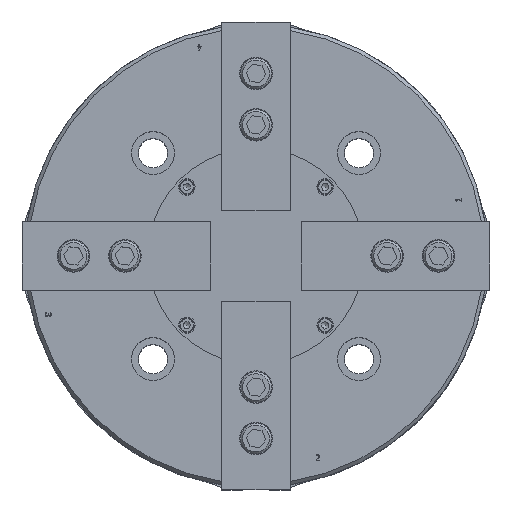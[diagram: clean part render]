
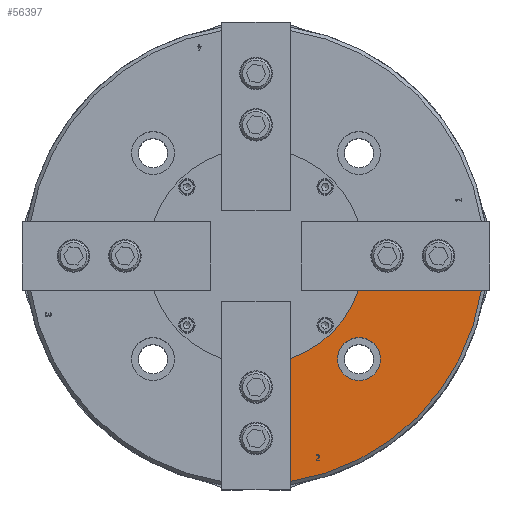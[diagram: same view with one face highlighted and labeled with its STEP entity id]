
A CAD part, top view. The second image highlights one B-rep face of the part: STEP entity #56397.
In plain terms, the highlighted planar face has unit normal (0, 0, 1).
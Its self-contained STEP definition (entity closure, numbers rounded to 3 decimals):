
#92=B_SPLINE_CURVE_WITH_KNOTS('',3,(#80319,#80320,#80321,#80322),
 .UNSPECIFIED.,.F.,.F.,(4,4),(0.,1.),.UNSPECIFIED.);
#93=B_SPLINE_CURVE_WITH_KNOTS('',3,(#80324,#80325,#80326,#80327),
 .UNSPECIFIED.,.F.,.F.,(4,4),(0.,1.),.UNSPECIFIED.);
#94=B_SPLINE_CURVE_WITH_KNOTS('',3,(#80329,#80330,#80331,#80332),
 .UNSPECIFIED.,.F.,.F.,(4,4),(0.,1.),.UNSPECIFIED.);
#95=B_SPLINE_CURVE_WITH_KNOTS('',3,(#80334,#80335,#80336,#80337),
 .UNSPECIFIED.,.F.,.F.,(4,4),(0.,1.),.UNSPECIFIED.);
#96=B_SPLINE_CURVE_WITH_KNOTS('',3,(#80339,#80340,#80341,#80342),
 .UNSPECIFIED.,.F.,.F.,(4,4),(0.,1.),.UNSPECIFIED.);
#97=B_SPLINE_CURVE_WITH_KNOTS('',3,(#80344,#80345,#80346,#80347),
 .UNSPECIFIED.,.F.,.F.,(4,4),(0.,1.),.UNSPECIFIED.);
#98=B_SPLINE_CURVE_WITH_KNOTS('',3,(#80353,#80354,#80355,#80356),
 .UNSPECIFIED.,.F.,.F.,(4,4),(0.,1.),.UNSPECIFIED.);
#99=B_SPLINE_CURVE_WITH_KNOTS('',3,(#80358,#80359,#80360,#80361),
 .UNSPECIFIED.,.F.,.F.,(4,4),(0.,1.),.UNSPECIFIED.);
#100=B_SPLINE_CURVE_WITH_KNOTS('',3,(#80363,#80364,#80365,#80366),
 .UNSPECIFIED.,.F.,.F.,(4,4),(0.,1.),.UNSPECIFIED.);
#101=B_SPLINE_CURVE_WITH_KNOTS('',3,(#80368,#80369,#80370,#80371),
 .UNSPECIFIED.,.F.,.F.,(4,4),(0.,1.),.UNSPECIFIED.);
#102=B_SPLINE_CURVE_WITH_KNOTS('',3,(#80373,#80374,#80375,#80376),
 .UNSPECIFIED.,.F.,.F.,(4,4),(0.,1.),.UNSPECIFIED.);
#212=LINE('',#80312,#7109);
#213=LINE('',#80315,#7110);
#214=LINE('',#80317,#7111);
#215=LINE('',#80349,#7112);
#216=LINE('',#80351,#7113);
#217=LINE('',#80378,#7114);
#218=LINE('',#80379,#7115);
#219=LINE('',#80383,#7116);
#7109=VECTOR('',#64443,1000.);
#7110=VECTOR('',#64444,1000.);
#7111=VECTOR('',#64445,1000.);
#7112=VECTOR('',#64446,1000.);
#7113=VECTOR('',#64447,1000.);
#7114=VECTOR('',#64448,1000.);
#7115=VECTOR('',#64449,1000.);
#7116=VECTOR('',#64452,1000.);
#14842=ORIENTED_EDGE('',*,*,#31697,.T.);
#14843=ORIENTED_EDGE('',*,*,#31764,.T.);
#14844=ORIENTED_EDGE('',*,*,#31765,.T.);
#14845=ORIENTED_EDGE('',*,*,#31766,.T.);
#14846=ORIENTED_EDGE('',*,*,#31767,.T.);
#14847=ORIENTED_EDGE('',*,*,#31768,.T.);
#14848=ORIENTED_EDGE('',*,*,#31769,.T.);
#14849=ORIENTED_EDGE('',*,*,#31770,.T.);
#14850=ORIENTED_EDGE('',*,*,#31771,.T.);
#14851=ORIENTED_EDGE('',*,*,#31772,.T.);
#14852=ORIENTED_EDGE('',*,*,#31773,.T.);
#14853=ORIENTED_EDGE('',*,*,#31774,.T.);
#14854=ORIENTED_EDGE('',*,*,#31775,.T.);
#14855=ORIENTED_EDGE('',*,*,#31776,.T.);
#14856=ORIENTED_EDGE('',*,*,#31777,.T.);
#14857=ORIENTED_EDGE('',*,*,#31778,.T.);
#14858=ORIENTED_EDGE('',*,*,#31779,.T.);
#14859=ORIENTED_EDGE('',*,*,#31780,.T.);
#14860=ORIENTED_EDGE('',*,*,#31781,.T.);
#14861=ORIENTED_EDGE('',*,*,#31782,.T.);
#14862=ORIENTED_EDGE('',*,*,#31783,.T.);
#14863=ORIENTED_EDGE('',*,*,#31741,.F.);
#31697=EDGE_CURVE('',#40173,#40173,#45912,.T.);
#31741=EDGE_CURVE('',#40216,#40217,#45936,.T.);
#31764=EDGE_CURVE('',#40237,#40238,#212,.T.);
#31765=EDGE_CURVE('',#40238,#40239,#213,.T.);
#31766=EDGE_CURVE('',#40239,#40240,#214,.T.);
#31767=EDGE_CURVE('',#40240,#40241,#92,.T.);
#31768=EDGE_CURVE('',#40241,#40242,#93,.T.);
#31769=EDGE_CURVE('',#40242,#40243,#94,.T.);
#31770=EDGE_CURVE('',#40243,#40244,#95,.T.);
#31771=EDGE_CURVE('',#40244,#40245,#96,.T.);
#31772=EDGE_CURVE('',#40245,#40246,#97,.T.);
#31773=EDGE_CURVE('',#40246,#40247,#215,.T.);
#31774=EDGE_CURVE('',#40247,#40248,#216,.T.);
#31775=EDGE_CURVE('',#40248,#40249,#98,.T.);
#31776=EDGE_CURVE('',#40249,#40250,#99,.T.);
#31777=EDGE_CURVE('',#40250,#40251,#100,.T.);
#31778=EDGE_CURVE('',#40251,#40252,#101,.T.);
#31779=EDGE_CURVE('',#40252,#40253,#102,.T.);
#31780=EDGE_CURVE('',#40253,#40237,#217,.T.);
#31781=EDGE_CURVE('',#40216,#40254,#218,.T.);
#31782=EDGE_CURVE('',#40254,#40255,#45947,.T.);
#31783=EDGE_CURVE('',#40255,#40217,#219,.T.);
#40173=VERTEX_POINT('',#80153);
#40216=VERTEX_POINT('',#80261);
#40217=VERTEX_POINT('',#80263);
#40237=VERTEX_POINT('',#80313);
#40238=VERTEX_POINT('',#80314);
#40239=VERTEX_POINT('',#80316);
#40240=VERTEX_POINT('',#80318);
#40241=VERTEX_POINT('',#80323);
#40242=VERTEX_POINT('',#80328);
#40243=VERTEX_POINT('',#80333);
#40244=VERTEX_POINT('',#80338);
#40245=VERTEX_POINT('',#80343);
#40246=VERTEX_POINT('',#80348);
#40247=VERTEX_POINT('',#80350);
#40248=VERTEX_POINT('',#80352);
#40249=VERTEX_POINT('',#80357);
#40250=VERTEX_POINT('',#80362);
#40251=VERTEX_POINT('',#80367);
#40252=VERTEX_POINT('',#80372);
#40253=VERTEX_POINT('',#80377);
#40254=VERTEX_POINT('',#80380);
#40255=VERTEX_POINT('',#80382);
#45912=CIRCLE('',#59771,12.5);
#45936=CIRCLE('',#59817,133.);
#45947=CIRCLE('',#59832,63.);
#47425=EDGE_LOOP('',(#14842));
#47426=EDGE_LOOP('',(#14843,#14844,#14845,#14846,#14847,#14848,#14849,#14850,
#14851,#14852,#14853,#14854,#14855,#14856,#14857,#14858,#14859));
#47427=EDGE_LOOP('',(#14860,#14861,#14862,#14863));
#50790=FACE_BOUND('',#47425,.T.);
#50791=FACE_BOUND('',#47426,.T.);
#50792=FACE_BOUND('',#47427,.T.);
#54108=PLANE('',#59831);
#56397=ADVANCED_FACE('',(#50790,#50791,#50792),#54108,.F.);
#59771=AXIS2_PLACEMENT_3D('',#80152,#64290,#64291);
#59817=AXIS2_PLACEMENT_3D('',#80262,#64402,#64403);
#59831=AXIS2_PLACEMENT_3D('',#80311,#64441,#64442);
#59832=AXIS2_PLACEMENT_3D('',#80381,#64450,#64451);
#64290=DIRECTION('',(0.,0.,-1.));
#64291=DIRECTION('',(1.,0.,0.));
#64402=DIRECTION('',(0.,0.,-1.));
#64403=DIRECTION('',(-1.,0.,0.));
#64441=DIRECTION('',(0.,0.,-1.));
#64442=DIRECTION('',(-1.,0.,0.));
#64443=DIRECTION('',(0.,-1.,0.));
#64444=DIRECTION('',(-1.,0.,0.));
#64445=DIRECTION('',(0.,1.,0.));
#64446=DIRECTION('',(-1.,0.,0.));
#64447=DIRECTION('',(0.,1.,0.));
#64448=DIRECTION('',(1.,0.,0.));
#64449=DIRECTION('',(-1.,0.,0.));
#64450=DIRECTION('',(0.,0.,-1.));
#64451=DIRECTION('',(-1.,0.,0.));
#64452=DIRECTION('',(0.,-1.,0.));
#80152=CARTESIAN_POINT('',(60.104,-60.104,0.));
#80153=CARTESIAN_POINT('',(72.604,-60.104,0.));
#80261=CARTESIAN_POINT('',(131.488,-20.,0.));
#80262=CARTESIAN_POINT('',(0.,0.,0.));
#80263=CARTESIAN_POINT('',(20.,-131.488,0.));
#80311=CARTESIAN_POINT('',(0.,0.,0.));
#80312=CARTESIAN_POINT('',(37.222,-119.055,0.));
#80313=CARTESIAN_POINT('',(37.222,-119.055,0.));
#80314=CARTESIAN_POINT('',(37.222,-119.46,0.));
#80315=CARTESIAN_POINT('',(37.222,-119.46,0.));
#80316=CARTESIAN_POINT('',(35.063,-119.46,0.));
#80317=CARTESIAN_POINT('',(35.063,-119.46,0.));
#80318=CARTESIAN_POINT('',(35.063,-118.964,0.));
#80319=CARTESIAN_POINT('',(35.063,-118.964,0.));
#80320=CARTESIAN_POINT('',(35.296,-118.746,0.));
#80321=CARTESIAN_POINT('',(35.71,-118.34,0.));
#80322=CARTESIAN_POINT('',(35.908,-118.122,0.));
#80323=CARTESIAN_POINT('',(35.908,-118.122,0.));
#80324=CARTESIAN_POINT('',(35.908,-118.122,0.));
#80325=CARTESIAN_POINT('',(36.308,-117.682,0.));
#80326=CARTESIAN_POINT('',(36.6,-117.154,0.));
#80327=CARTESIAN_POINT('',(36.6,-116.874,0.));
#80328=CARTESIAN_POINT('',(36.6,-116.874,0.));
#80329=CARTESIAN_POINT('',(36.6,-116.874,0.));
#80330=CARTESIAN_POINT('',(36.6,-116.726,0.));
#80331=CARTESIAN_POINT('',(36.51,-116.505,0.));
#80332=CARTESIAN_POINT('',(36.427,-116.434,0.));
#80333=CARTESIAN_POINT('',(36.427,-116.434,0.));
#80334=CARTESIAN_POINT('',(36.427,-116.434,0.));
#80335=CARTESIAN_POINT('',(36.345,-116.363,0.));
#80336=CARTESIAN_POINT('',(36.13,-116.292,0.));
#80337=CARTESIAN_POINT('',(35.999,-116.292,0.));
#80338=CARTESIAN_POINT('',(35.999,-116.292,0.));
#80339=CARTESIAN_POINT('',(35.999,-116.292,0.));
#80340=CARTESIAN_POINT('',(35.874,-116.292,0.));
#80341=CARTESIAN_POINT('',(35.619,-116.355,0.));
#80342=CARTESIAN_POINT('',(35.503,-116.403,0.));
#80343=CARTESIAN_POINT('',(35.503,-116.403,0.));
#80344=CARTESIAN_POINT('',(35.503,-116.403,0.));
#80345=CARTESIAN_POINT('',(35.403,-116.442,0.));
#80346=CARTESIAN_POINT('',(35.219,-116.556,0.));
#80347=CARTESIAN_POINT('',(35.162,-116.596,0.));
#80348=CARTESIAN_POINT('',(35.162,-116.596,0.));
#80349=CARTESIAN_POINT('',(35.162,-116.596,0.));
#80350=CARTESIAN_POINT('',(35.137,-116.596,0.));
#80351=CARTESIAN_POINT('',(35.137,-116.596,0.));
#80352=CARTESIAN_POINT('',(35.137,-116.096,0.));
#80353=CARTESIAN_POINT('',(35.137,-116.096,0.));
#80354=CARTESIAN_POINT('',(35.281,-116.026,0.));
#80355=CARTESIAN_POINT('',(35.801,-115.887,0.));
#80356=CARTESIAN_POINT('',(36.033,-115.887,0.));
#80357=CARTESIAN_POINT('',(36.033,-115.887,0.));
#80358=CARTESIAN_POINT('',(36.033,-115.887,0.));
#80359=CARTESIAN_POINT('',(36.524,-115.887,0.));
#80360=CARTESIAN_POINT('',(37.077,-116.406,0.));
#80361=CARTESIAN_POINT('',(37.077,-116.848,0.));
#80362=CARTESIAN_POINT('',(37.077,-116.848,0.));
#80363=CARTESIAN_POINT('',(37.077,-116.848,0.));
#80364=CARTESIAN_POINT('',(37.077,-117.055,0.));
#80365=CARTESIAN_POINT('',(36.98,-117.401,0.));
#80366=CARTESIAN_POINT('',(36.895,-117.549,0.));
#80367=CARTESIAN_POINT('',(36.895,-117.549,0.));
#80368=CARTESIAN_POINT('',(36.895,-117.549,0.));
#80369=CARTESIAN_POINT('',(36.81,-117.702,0.));
#80370=CARTESIAN_POINT('',(36.563,-118.002,0.));
#80371=CARTESIAN_POINT('',(36.427,-118.147,0.));
#80372=CARTESIAN_POINT('',(36.427,-118.147,0.));
#80373=CARTESIAN_POINT('',(36.427,-118.147,0.));
#80374=CARTESIAN_POINT('',(36.206,-118.388,0.));
#80375=CARTESIAN_POINT('',(35.664,-118.904,0.));
#80376=CARTESIAN_POINT('',(35.503,-119.055,0.));
#80377=CARTESIAN_POINT('',(35.503,-119.055,0.));
#80378=CARTESIAN_POINT('',(35.503,-119.055,0.));
#80379=CARTESIAN_POINT('',(131.488,-20.,0.));
#80380=CARTESIAN_POINT('',(59.741,-20.,0.));
#80381=CARTESIAN_POINT('',(0.,0.,0.));
#80382=CARTESIAN_POINT('',(20.,-59.741,0.));
#80383=CARTESIAN_POINT('',(20.,-59.741,0.));
